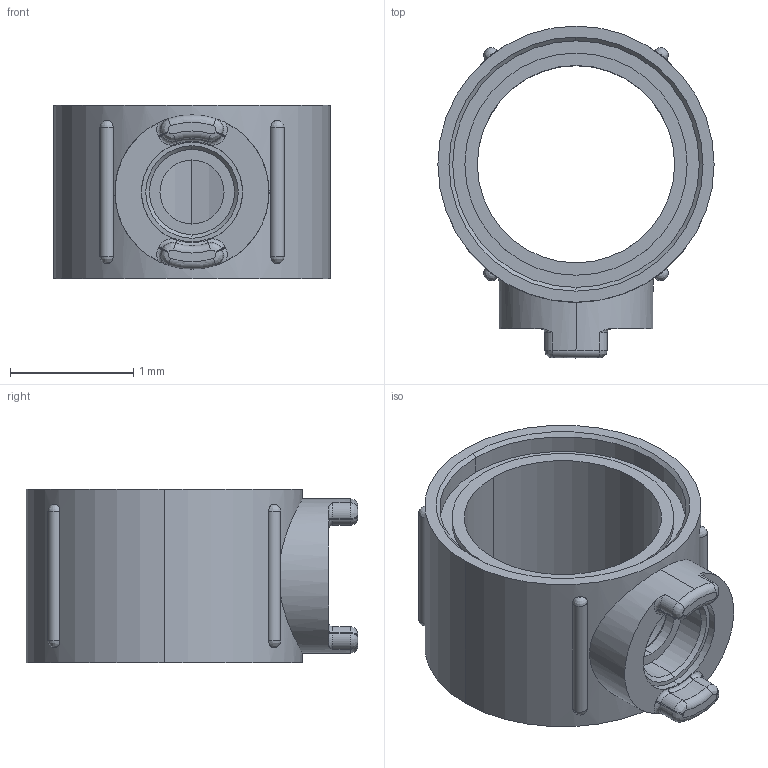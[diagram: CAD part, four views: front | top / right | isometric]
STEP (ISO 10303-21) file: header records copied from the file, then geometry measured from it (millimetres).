
FILE_DESCRIPTION((''),'2;1');
FILE_NAME('V07254.stp','2011-06-28T07:01:47',(''),(''),'Mechanical Desktop 2009','Mechanical Desktop 2009',', , ');
FILE_SCHEMA(('CONFIG_CONTROL_DESIGN'));
Length unit declared in the file: millimetre
Products named in the file (2): V07254A; V07254
Assembly tree (1 placements, depth 2):
  V07254A
    V07254
Bounding box: 2.24 x 2.69 x 1.41 mm (x, y, z)
Volume: 2.5 mm3; surface area: 25 mm2
Topology: 1 solids, 1 shells, 109 faces, 255 edges, 158 vertices
Faces by surface type: cylinder 44, plane 27, bspline 26, cone 8, torus 4
Entity records: 5010 total; most frequent: CARTESIAN_POINT 2426, DIRECTION 549, ORIENTED_EDGE 510, EDGE_CURVE 255, AXIS2_PLACEMENT_3D 239, VERTEX_POINT 158, CIRCLE 154, EDGE_LOOP 123
